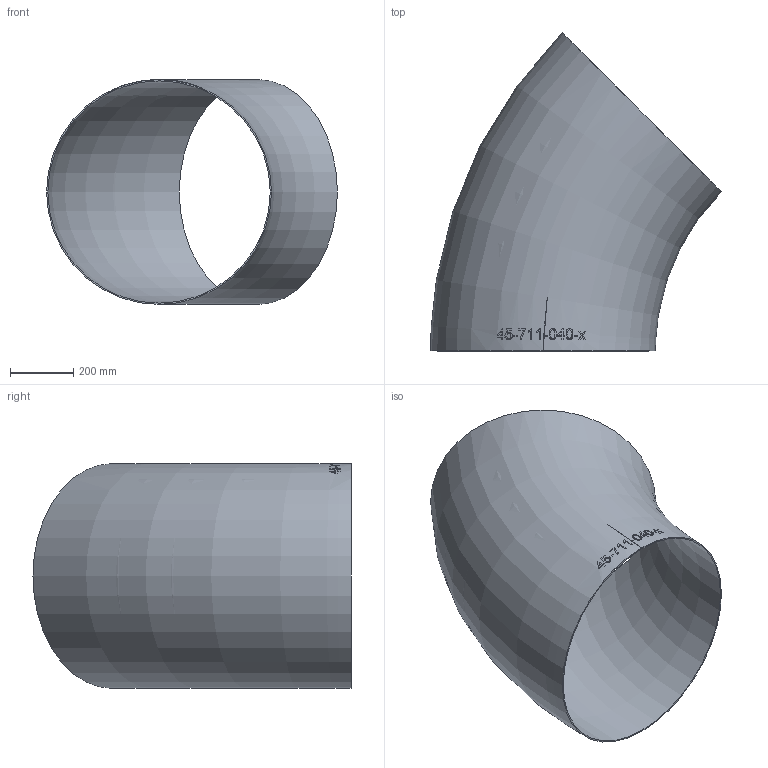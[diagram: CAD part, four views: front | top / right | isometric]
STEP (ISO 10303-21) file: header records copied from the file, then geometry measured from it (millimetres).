
FILE_DESCRIPTION (( 'STEP AP214' ), '1' );
FILE_NAME ('45-711-040-x Bogen 2005.STEP', '2020-05-04T14:59:39', ( '' ), ( '' ), 'SwSTEP 2.0', 'SolidWorks 2019', '' );
FILE_SCHEMA (( 'AUTOMOTIVE_DESIGN' ));
Length unit declared in the file: millimetre
Products named in the file (1): 45-711-040-x Bogen 2005
Bounding box: 919.56 x 1005.93 x 711.2 mm (x, y, z)
Volume: 7447291.3 mm3; surface area: 3741529.9 mm2
Topology: 1 solids, 1 shells, 133 faces, 346 edges, 231 vertices
Faces by surface type: bspline 113, torus 18, plane 2
Entity records: 24341 total; most frequent: CARTESIAN_POINT 20679, ORIENTED_EDGE 686, EDGE_CURVE 343, B_SPLINE_CURVE_WITH_KNOTS 339, VERTEX_POINT 230, EDGE_LOOP 153, FACE_OUTER_BOUND 135, ADVANCED_FACE 133
